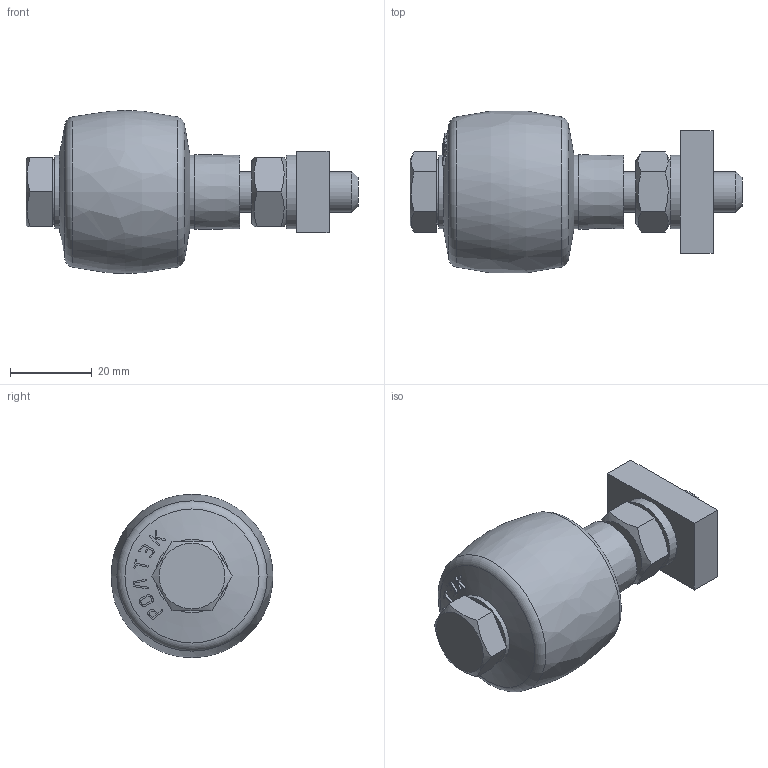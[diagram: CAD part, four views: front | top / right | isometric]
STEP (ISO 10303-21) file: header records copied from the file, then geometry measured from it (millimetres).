
FILE_DESCRIPTION(('STEP AP203'), '1');
FILE_NAME('ÐË040.06.00.000 Ðîëèê ðåçèíîâûé (ÎÁ)', '2015-09-24T12:59:45', ('Windows User'), ('ÐÎËÒÝÊ'), 'ASCON STEP Converter 1.3', 'ASCON Math Kernel', '');
FILE_SCHEMA(('CONFIG_CONTROL_DESIGN'));
Length unit declared in the file: millimetre
Products named in the file (1): 倓040.06.00.0004
Bounding box: 81.4 x 39.64 x 40 mm (x, y, z)
Volume: 48775.6 mm3; surface area: 13452.8 mm2
Topology: 1 solids, 3 shells, 302 faces, 837 edges, 555 vertices
Faces by surface type: cylinder 153, plane 125, cone 20, torus 3, bspline 1
Full cylindrical faces by diameter (mm): 10 x3, 16 x1, 18 x3
Entity records: 12008 total; most frequent: CARTESIAN_POINT 5297, ORIENTED_EDGE 1628, DIRECTION 951, EDGE_CURVE 814, VERTEX_POINT 555, B_SPLINE_CURVE_WITH_KNOTS 504, EDGE_LOOP 343, AXIS2_PLACEMENT_3D 339
